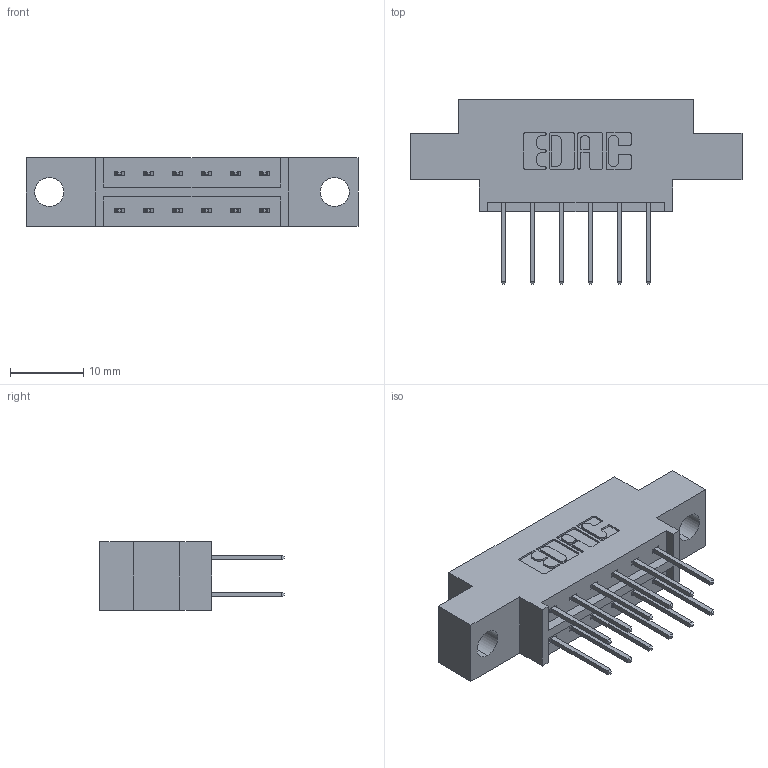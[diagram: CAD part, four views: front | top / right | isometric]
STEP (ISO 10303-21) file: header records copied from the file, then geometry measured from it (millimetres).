
FILE_DESCRIPTION (( 'STEP AP203' ), '1' );
FILE_NAME ('833-012-523-804.STEP', '2020-05-30T21:19:19', ( '' ), ( '' ), 'SwSTEP 2.0', 'SolidWorks 2020', '' );
FILE_SCHEMA (( 'CONFIG_CONTROL_DESIGN' ));
Length unit declared in the file: inch
Products named in the file (3): 833 Part_Offset - .156 Dia - TH; 345-292-001_345-293-123; 833-012-523-804
Assembly tree (13 placements, depth 2):
  833-012-523-804
    833 Part_Offset - .156 Dia - TH
    345-292-001_345-293-123  x12
Bounding box: 45.31 x 25.15 x 9.4 mm (x, y, z)
Volume: 3998.5 mm3; surface area: 4477.1 mm2
Topology: 13 solids, 13 shells, 742 faces, 2183 edges, 1438 vertices
Faces by surface type: plane 506, cylinder 236
Entity records: 8669 total; most frequent: CARTESIAN_POINT 1482, ORIENTED_EDGE 1418, DIRECTION 1329, EDGE_CURVE 709, VECTOR 581, LINE 581, VERTEX_POINT 470, AXIS2_PLACEMENT_3D 374
